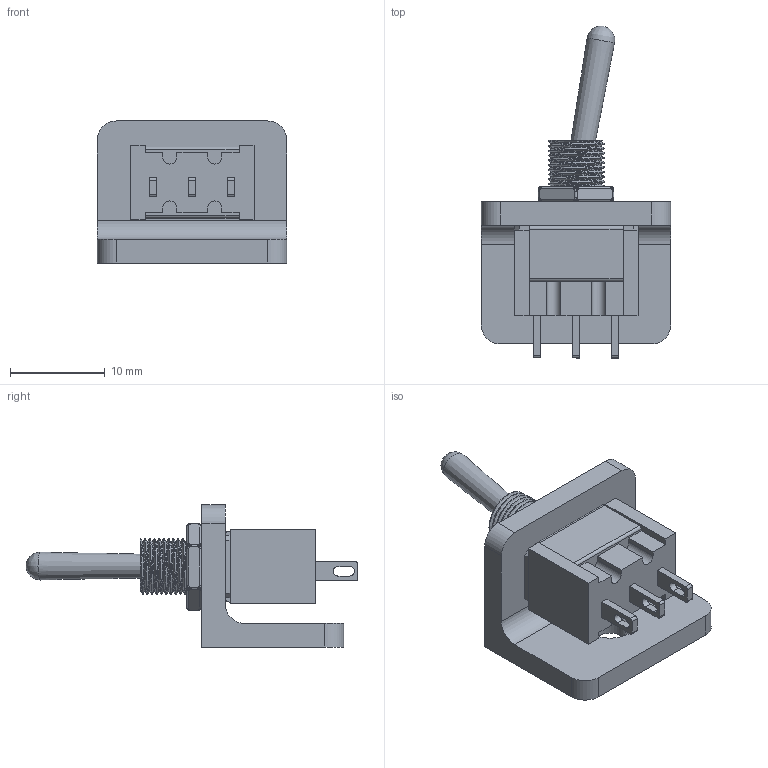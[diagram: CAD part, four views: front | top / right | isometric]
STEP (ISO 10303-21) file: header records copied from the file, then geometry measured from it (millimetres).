
FILE_DESCRIPTION(/* description */ (''),/* implementation_level */ '2;1');
FILE_NAME(/* name */ 'Power Switch Assem v3.step',/* time_stamp */ '2024-05-20T19:40:43+01:00',/* author */ (''),/* organization */ (''),/* preprocessor_version */ 'ST-DEVELOPER v20',/* originating_system */ 'Autodesk Translation Framework v13.14.0.145',/* authorisation */ '');
FILE_SCHEMA (('AUTOMOTIVE_DESIGN { 1 0 10303 214 3 1 1 }'));
Length unit declared in the file: millimetre
Products named in the file (2): Power Switch Assem; SPDT Switch
Assembly tree (1 placements, depth 2):
  Power Switch Assem
    SPDT Switch
Bounding box: 20 x 35.06 x 15 mm (x, y, z)
Volume: 2467.6 mm3; surface area: 3140.5 mm2
Topology: 8 solids, 8 shells, 356 faces, 959 edges, 626 vertices
Faces by surface type: plane 139, bspline 117, cylinder 96, cone 3, sphere 1
Full cylindrical faces by diameter (mm): 3 x1, 3.2 x1, 5.351 x5, 5.529 x2, 5.927 x10, 6.092 x1, 6.4 x1
Entity records: 17116 total; most frequent: CARTESIAN_POINT 8753, ORIENTED_EDGE 1914, DIRECTION 1411, EDGE_CURVE 957, VERTEX_POINT 626, LINE 483, VECTOR 483, AXIS2_PLACEMENT_3D 464
